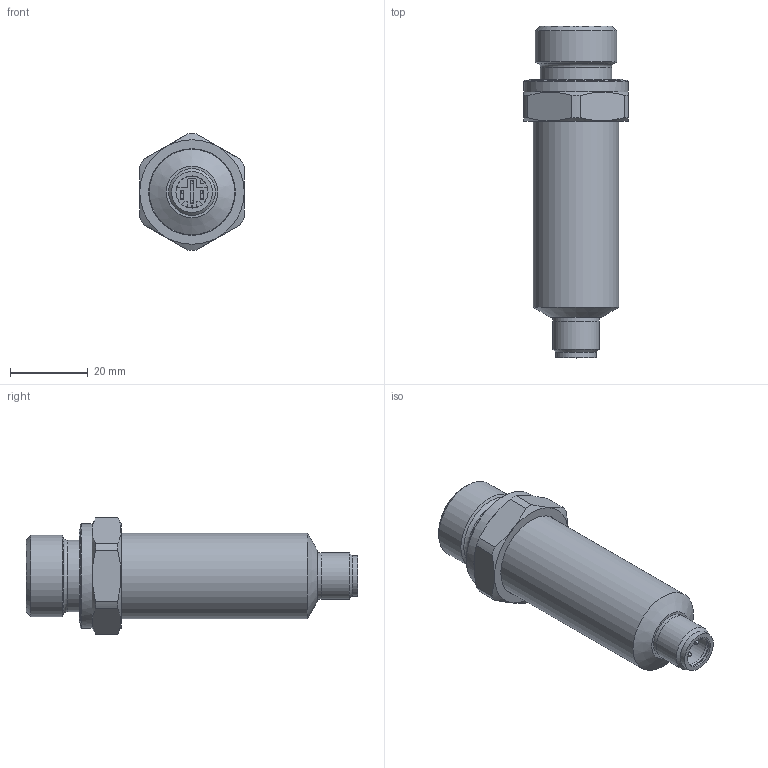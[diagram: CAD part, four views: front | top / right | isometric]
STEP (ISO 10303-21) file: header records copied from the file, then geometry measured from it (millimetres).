
FILE_DESCRIPTION( ( 'Unknown' ), '1' );
FILE_NAME( 'PBMx_xxxxxxxx1409xxx.stp', 'Unknown', ( 'Unknown' ), ( 'Unknown' ), 'PSStep 14.0', 'Unknown', ' ' );
FILE_SCHEMA( ( 'AUTOMOTIVE_DESIGN { 1 0 10303 214 1 1 1 1 }' ) );
Length unit declared in the file: millimetre
Products named in the file (1): Dummy_Dichtung_DIN3852E_G1l2_23.9x19.2x1.5
Bounding box: 27 x 85.5 x 30 mm (x, y, z)
Volume: 30152.2 mm3; surface area: 8371 mm2
Topology: 1 solids, 2 shells, 165 faces, 422 edges, 275 vertices
Faces by surface type: plane 92, cylinder 53, cone 16, torus 4
Full cylindrical faces by diameter (mm): 0.4 x1, 0.8 x1, 4.134 x2, 8.3 x1, 9.4 x1, 9.45 x1, 9.5 x1, 10.5 x1, 12 x2, 18.4 x1, 19.2 x1, 20.955 x1, 22 x1, 22.3 x1, 23.9 x1, 24 x1, 26.9 x1
Entity records: 6133 total; most frequent: CARTESIAN_POINT 944, DIRECTION 817, ORIENTED_EDGE 746, EDGE_CURVE 373, AXIS2_PLACEMENT_3D 298, VERTEX_POINT 261, LINE 221, VECTOR 221
